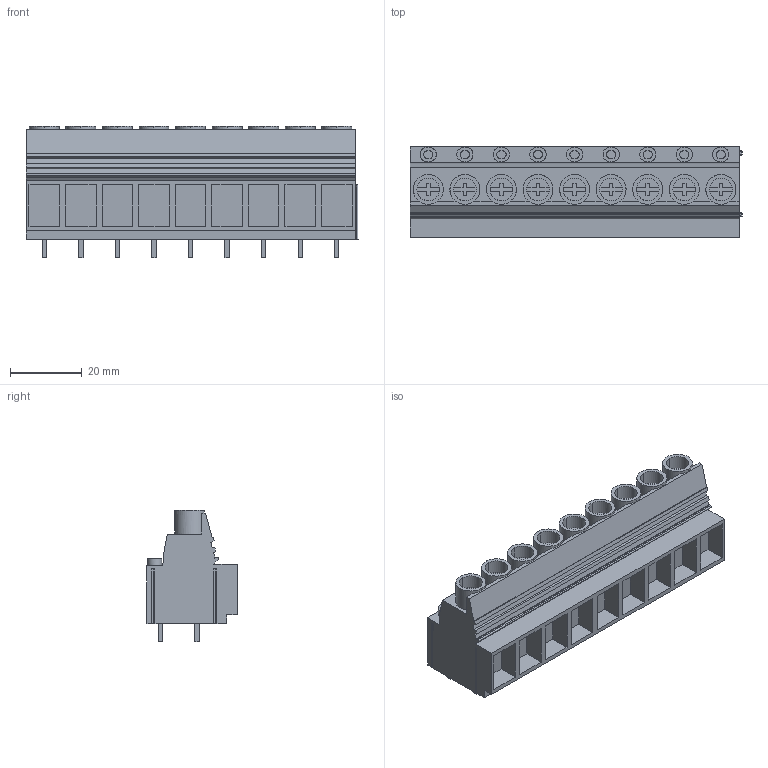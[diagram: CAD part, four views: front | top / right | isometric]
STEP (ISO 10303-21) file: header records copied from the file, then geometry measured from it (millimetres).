
FILE_DESCRIPTION(('CATIA V5 STEP Exchange','CAx-IF Rec.Pracs.--- Model Styling and Organization---1.2---2011-12-15'),'2;1');
FILE_NAME ('D1461501_0_2014180000_2014180000.stp','2018-03-22T17:32:18+00:00',('none'),('Weidmueller'),'CATIA Version 5-6 Release 2014','CATIA V5 STEP AP214','none');
FILE_SCHEMA(('AUTOMOTIVE_DESIGN { 1 0 10303 214 1 1 1 1 }'));
Length unit declared in the file: millimetre
Products named in the file (1): 2014180000
Bounding box: 92.24 x 25.07 x 36.5 mm (x, y, z)
Volume: 42363.3 mm3; surface area: 19326.4 mm2
Topology: 28 solids, 28 shells, 779 faces, 2104 edges, 1426 vertices
Faces by surface type: plane 643, cylinder 127, extrusion 9
Entity records: 23011 total; most frequent: CARTESIAN_POINT 4740, ORIENTED_EDGE 4208, DIRECTION 2933, EDGE_CURVE 2104, VECTOR 1787, LINE 1778, VERTEX_POINT 1426, EDGE_LOOP 824
